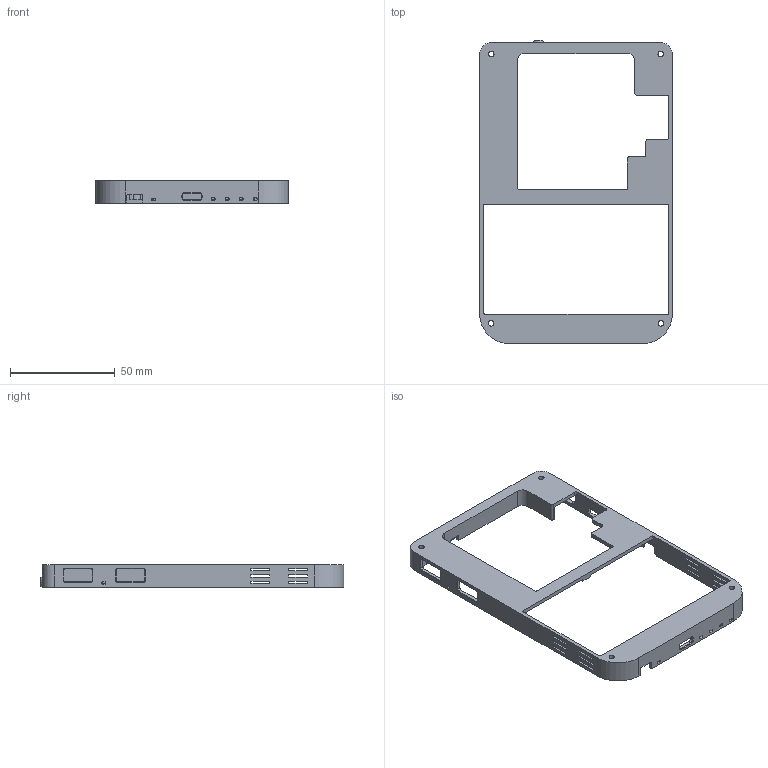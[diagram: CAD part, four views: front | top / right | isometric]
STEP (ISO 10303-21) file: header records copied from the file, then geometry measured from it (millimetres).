
FILE_DESCRIPTION (( 'STEP AP214' ), '1' );
FILE_NAME ('HackberryPi_CM5_Middlepart.STEP', '2025-05-13T19:38:07', ( '' ), ( '' ), 'SwSTEP 2.0', 'SolidWorks 2021', '' );
FILE_SCHEMA (( 'AUTOMOTIVE_DESIGN' ));
Length unit declared in the file: millimetre
Products named in the file (1): HackberryPi_CM5_Middlepart
Bounding box: 91.77 x 144.47 x 10.6 mm (x, y, z)
Volume: 18669.6 mm3; surface area: 20978.6 mm2
Topology: 1 solids, 1 shells, 356 faces, 1028 edges, 672 vertices
Faces by surface type: plane 225, cylinder 95, cone 18, bspline 18
Entity records: 12480 total; most frequent: CARTESIAN_POINT 2910, ORIENTED_EDGE 2056, DIRECTION 1888, EDGE_CURVE 1028, VECTOR 752, LINE 752, VERTEX_POINT 672, AXIS2_PLACEMENT_3D 568
